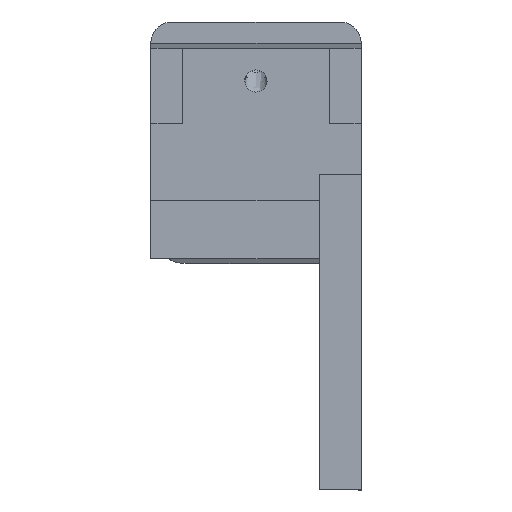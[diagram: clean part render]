
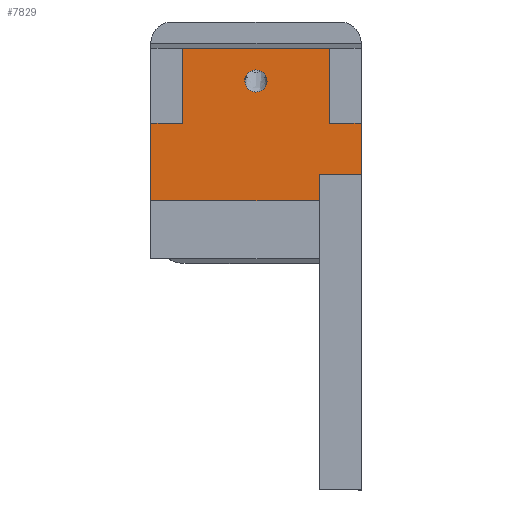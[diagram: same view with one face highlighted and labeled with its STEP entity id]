
A CAD part, top view. The second image highlights one B-rep face of the part: STEP entity #7829.
In plain terms, the highlighted planar face has unit normal (0, 0, 1).
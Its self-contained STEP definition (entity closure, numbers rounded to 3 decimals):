
#153=FACE_BOUND('',#929,.T.);
#198=CIRCLE('',#8390,1.05);
#503=FACE_OUTER_BOUND('',#928,.T.);
#928=EDGE_LOOP('',(#5632,#5633,#5634,#5635,#5636,#5637,#5638,#5639,#5640,
#5641));
#929=EDGE_LOOP('',(#5642));
#1416=LINE('',#11099,#2235);
#1421=LINE('',#11110,#2240);
#1433=LINE('',#11134,#2252);
#1442=LINE('',#11161,#2261);
#1452=LINE('',#11184,#2271);
#1455=LINE('',#11190,#2274);
#1459=LINE('',#11198,#2278);
#1513=LINE('',#11353,#2332);
#1517=LINE('',#11360,#2336);
#1616=LINE('',#11572,#2435);
#2235=VECTOR('',#8936,10.);
#2240=VECTOR('',#8943,10.);
#2252=VECTOR('',#8963,10.);
#2261=VECTOR('',#8992,10.);
#2271=VECTOR('',#9012,10.);
#2274=VECTOR('',#9017,10.);
#2278=VECTOR('',#9023,10.);
#2332=VECTOR('',#9141,10.);
#2336=VECTOR('',#9147,10.);
#2435=VECTOR('',#9316,10.);
#3183=VERTEX_POINT('',#11096);
#3184=VERTEX_POINT('',#11098);
#3187=VERTEX_POINT('',#11106);
#3189=VERTEX_POINT('',#11109);
#3197=VERTEX_POINT('',#11133);
#3205=VERTEX_POINT('',#11160);
#3215=VERTEX_POINT('',#11188);
#3218=VERTEX_POINT('',#11197);
#3259=VERTEX_POINT('',#11351);
#3261=VERTEX_POINT('',#11358);
#3334=VERTEX_POINT('',#11768);
#3957=EDGE_CURVE('',#3183,#3184,#1416,.T.);
#3962=EDGE_CURVE('',#3189,#3187,#1421,.T.);
#3974=EDGE_CURVE('',#3197,#3189,#1433,.T.);
#3987=EDGE_CURVE('',#3184,#3205,#1442,.T.);
#3999=EDGE_CURVE('',#3183,#3197,#1452,.T.);
#4002=EDGE_CURVE('',#3215,#3187,#1455,.T.);
#4006=EDGE_CURVE('',#3218,#3205,#1459,.T.);
#4071=EDGE_CURVE('',#3259,#3215,#1513,.T.);
#4075=EDGE_CURVE('',#3261,#3259,#1517,.T.);
#4177=EDGE_CURVE('',#3218,#3261,#1616,.T.);
#4190=EDGE_CURVE('',#3334,#3334,#198,.T.);
#5632=ORIENTED_EDGE('',*,*,#3962,.T.);
#5633=ORIENTED_EDGE('',*,*,#4002,.F.);
#5634=ORIENTED_EDGE('',*,*,#4071,.F.);
#5635=ORIENTED_EDGE('',*,*,#4075,.F.);
#5636=ORIENTED_EDGE('',*,*,#4177,.F.);
#5637=ORIENTED_EDGE('',*,*,#4006,.T.);
#5638=ORIENTED_EDGE('',*,*,#3987,.F.);
#5639=ORIENTED_EDGE('',*,*,#3957,.F.);
#5640=ORIENTED_EDGE('',*,*,#3999,.T.);
#5641=ORIENTED_EDGE('',*,*,#3974,.T.);
#5642=ORIENTED_EDGE('',*,*,#4190,.T.);
#7538=PLANE('',#8392);
#7829=ADVANCED_FACE('',(#503,#153),#7538,.T.);
#8390=AXIS2_PLACEMENT_3D('',#11769,#9328,#9329);
#8392=AXIS2_PLACEMENT_3D('',#11773,#9332,#9333);
#8936=DIRECTION('',(0.,1.,0.));
#8943=DIRECTION('',(1.,0.,0.));
#8963=DIRECTION('',(0.,1.,0.));
#8992=DIRECTION('',(1.,0.,0.));
#9012=DIRECTION('',(1.,0.,0.));
#9017=DIRECTION('',(0.,-1.,0.));
#9023=DIRECTION('',(0.,-1.,0.));
#9141=DIRECTION('',(1.,0.,0.));
#9147=DIRECTION('',(0.,-1.,0.));
#9316=DIRECTION('',(1.,0.,0.));
#9328=DIRECTION('center_axis',(0.,0.,
-1.));
#9329=DIRECTION('ref_axis',(0.,-1.,0.));
#9332=DIRECTION('center_axis',(0.,0.,
1.));
#9333=DIRECTION('ref_axis',(0.,-1.,0.));
#11096=CARTESIAN_POINT('',(-3.,-9.871,2.749));
#11098=CARTESIAN_POINT('',(-3.,-2.471,2.749));
#11099=CARTESIAN_POINT('',(-3.,-2.471,2.749));
#11106=CARTESIAN_POINT('',(17.,-7.371,2.749));
#11109=CARTESIAN_POINT('',(13.,-7.371,2.749));
#11110=CARTESIAN_POINT('',(8.5,-7.371,2.749));
#11133=CARTESIAN_POINT('',(13.,-9.871,2.749));
#11134=CARTESIAN_POINT('',(13.,-8.621,2.749));
#11160=CARTESIAN_POINT('',(0.,-2.471,2.749));
#11161=CARTESIAN_POINT('',(0.,-2.471,2.749));
#11184=CARTESIAN_POINT('',(0.,-9.871,2.749));
#11188=CARTESIAN_POINT('',(17.,-2.471,2.749));
#11190=CARTESIAN_POINT('',(17.,-2.471,2.749));
#11197=CARTESIAN_POINT('',(0.,5.129,2.749));
#11198=CARTESIAN_POINT('',(0.,5.129,2.749));
#11351=CARTESIAN_POINT('',(14.,-2.471,2.749));
#11353=CARTESIAN_POINT('',(0.,-2.471,2.749));
#11358=CARTESIAN_POINT('',(14.,5.129,2.749));
#11360=CARTESIAN_POINT('',(14.,5.129,2.749));
#11572=CARTESIAN_POINT('',(0.,5.129,2.749));
#11768=CARTESIAN_POINT('',(5.95,1.529,2.749));
#11769=CARTESIAN_POINT('Origin',(7.,1.529,2.749));
#11773=CARTESIAN_POINT('Origin',(0.,5.129,
2.749));
